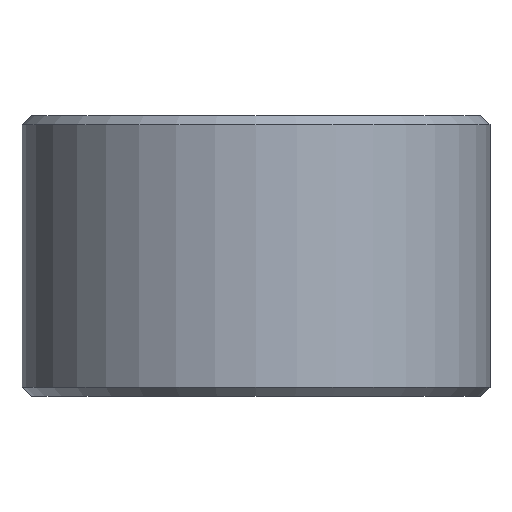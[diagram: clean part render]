
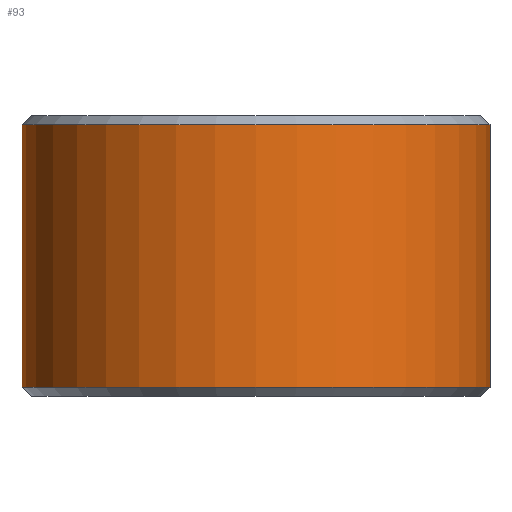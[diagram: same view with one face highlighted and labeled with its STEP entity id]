
A CAD part, front view. The second image highlights one B-rep face of the part: STEP entity #93.
In plain terms, the highlighted cylindrical face has radius 5 mm (diameter 10 mm), a full revolution.
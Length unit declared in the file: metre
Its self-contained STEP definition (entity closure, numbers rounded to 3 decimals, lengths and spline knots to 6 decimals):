
#20=ORIENTED_EDGE('',*,*,#36,.T.);
#21=ORIENTED_EDGE('',*,*,#37,.T.);
#36=EDGE_CURVE('',#44,#44,#52,.F.);
#37=EDGE_CURVE('',#45,#45,#53,.T.);
#44=VERTEX_POINT('',#171);
#45=VERTEX_POINT('',#173);
#52=CIRCLE('',#117,0.005);
#53=CIRCLE('',#118,0.005);
#60=EDGE_LOOP('',(#20));
#61=EDGE_LOOP('',(#21));
#76=FACE_BOUND('',#60,.T.);
#77=FACE_BOUND('',#61,.T.);
#91=CYLINDRICAL_SURFACE('',#116,0.005);
#93=ADVANCED_FACE('',(#76,#77),#91,.T.);
#116=AXIS2_PLACEMENT_3D('',#169,#137,#138);
#117=AXIS2_PLACEMENT_3D('',#170,#139,#140);
#118=AXIS2_PLACEMENT_3D('',#172,#141,#142);
#137=DIRECTION('',(0.,0.,-1.));
#138=DIRECTION('',(0.,1.,0.));
#139=DIRECTION('',(0.,0.,1.));
#140=DIRECTION('',(0.,-1.,0.));
#141=DIRECTION('',(0.,0.,1.));
#142=DIRECTION('',(0.,-1.,0.));
#169=CARTESIAN_POINT('',(0.,0.,0.006));
#170=CARTESIAN_POINT('',(0.,0.,0.0058));
#171=CARTESIAN_POINT('',(0.,-0.005,0.0058));
#172=CARTESIAN_POINT('',(0.,0.,0.0002));
#173=CARTESIAN_POINT('',(0.,-0.005,0.0002));
